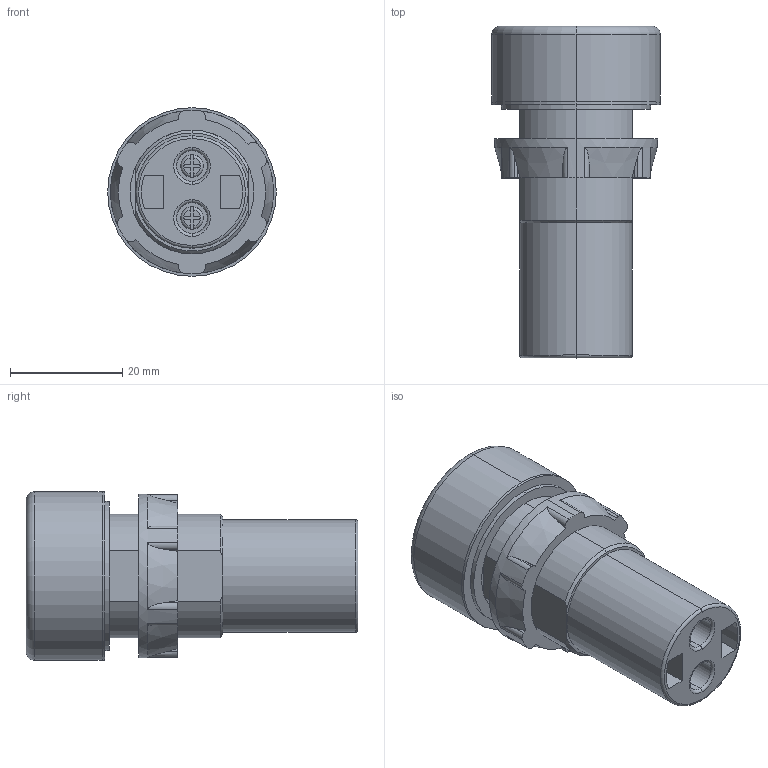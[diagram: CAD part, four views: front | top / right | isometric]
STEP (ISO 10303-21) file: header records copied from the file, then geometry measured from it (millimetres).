
FILE_DESCRIPTION (( 'STEP AP214' ), '1' );
FILE_NAME ('ECX1054-24L.STEP', '2018-03-08T18:50:35', ( '' ), ( '' ), 'SwSTEP 2.0', 'SolidWorks 2017', '' );
FILE_SCHEMA (( 'AUTOMOTIVE_DESIGN' ));
Length unit declared in the file: millimetre
Products named in the file (1): ECX1054-24L
Bounding box: 30 x 59 x 30 mm (x, y, z)
Volume: 26293.5 mm3; surface area: 9700.1 mm2
Topology: 6 solids, 6 shells, 125 faces, 313 edges, 205 vertices
Faces by surface type: plane 63, cylinder 41, torus 12, cone 9
Entity records: 4027 total; most frequent: CARTESIAN_POINT 902, DIRECTION 646, ORIENTED_EDGE 626, EDGE_CURVE 313, AXIS2_PLACEMENT_3D 245, VERTEX_POINT 205, LINE 156, VECTOR 156
